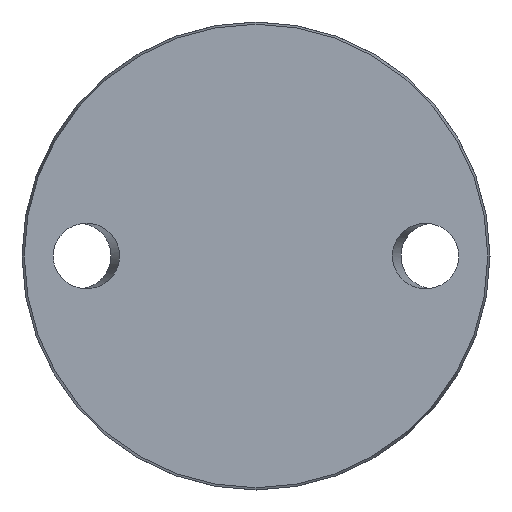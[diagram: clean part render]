
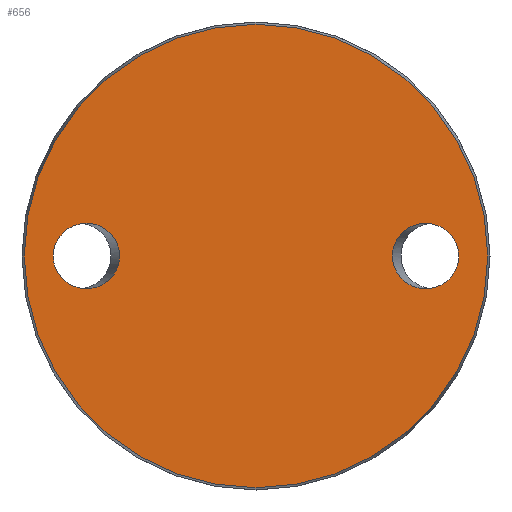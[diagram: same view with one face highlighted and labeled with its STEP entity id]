
A CAD part, front view. The second image highlights one B-rep face of the part: STEP entity #656.
In plain terms, the highlighted planar face has unit normal (0, -1, 0).
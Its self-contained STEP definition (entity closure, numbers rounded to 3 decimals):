
#7 = PLANE ( 'NONE',  #605 ) ;
#8 = CARTESIAN_POINT ( 'NONE',  ( -34.385, 0., 16.5 ) ) ;
#53 = DIRECTION ( 'NONE',  ( 0., -1., 0. ) ) ;
#71 = CARTESIAN_POINT ( 'NONE',  ( 51.115, 0., 16.5 ) ) ;
#105 = CARTESIAN_POINT ( 'NONE',  ( -51.115, 0., 0. ) ) ;
#109 = EDGE_CURVE ( 'NONE', #925, #925, #527, .T. ) ;
#160 = CARTESIAN_POINT ( 'NONE',  ( 34.385, 0., 0. ) ) ;
#167 = CARTESIAN_POINT ( 'NONE',  ( -51.115, 0., 0. ) ) ;
#180 = DIRECTION ( 'NONE',  ( 0., 1., 0. ) ) ;
#223 = EDGE_CURVE ( 'NONE', #691, #691, #963, .T. ) ;
#227 = CARTESIAN_POINT ( 'NONE',  ( 0., 0., -58.425 ) ) ;
#257 = CARTESIAN_POINT ( 'NONE',  ( -34.385, 0., 0. ) ) ;
#300 = EDGE_LOOP ( 'NONE', ( #716 ) ) ;
#335 = CARTESIAN_POINT ( 'NONE',  ( -58.425, 0., 0. ) ) ;
#377 = CARTESIAN_POINT ( 'NONE',  ( 34.385, 0., -16.5 ) ) ;
#404 = FACE_BOUND ( 'NONE', #300, .T. ) ;
#405 = EDGE_CURVE ( 'NONE', #930, #930, #679, .T. ) ;
#439 = EDGE_LOOP ( 'NONE', ( #687 ) ) ;
#451 = CARTESIAN_POINT ( 'NONE',  ( 34.385, 0., 0. ) ) ;
#455 = CARTESIAN_POINT ( 'NONE',  ( 0., 0., 0. ) ) ;
#463 = CARTESIAN_POINT ( 'NONE',  ( 51.115, 0., -16.5 ) ) ;
#491 = DIRECTION ( 'NONE',  ( 0., 0., 1. ) ) ;
#496 = CARTESIAN_POINT ( 'NONE',  ( -34.385, 0., -16.5 ) ) ;
#524 = CARTESIAN_POINT ( 'NONE',  ( -51.115, 0., 0. ) ) ;
#527 =( BOUNDED_CURVE ( )  B_SPLINE_CURVE ( 3, ( #451, #377, #463, #694, #71, #545, #934 ),
 .UNSPECIFIED., .T., .F. ) 
 B_SPLINE_CURVE_WITH_KNOTS ( ( 4, 3, 4 ),
 ( 0., 3.142, 6.283 ),
 .UNSPECIFIED. ) 
 CURVE ( )  GEOMETRIC_REPRESENTATION_ITEM ( )  RATIONAL_B_SPLINE_CURVE ( ( 1., 0.333, 0.333, 1., 0.333, 0.333, 1. ) ) 
 REPRESENTATION_ITEM ( '' )  );
#545 = CARTESIAN_POINT ( 'NONE',  ( 34.385, 0., 16.5 ) ) ;
#559 = AXIS2_PLACEMENT_3D ( 'NONE', #455, #53, #689 ) ;
#569 = FACE_OUTER_BOUND ( 'NONE', #845, .T. ) ;
#605 = AXIS2_PLACEMENT_3D ( 'NONE', #335, #180, #491 ) ;
#656 = ADVANCED_FACE ( 'NONE', ( #806, #404, #569 ), #7, .F. ) ;
#679 = CIRCLE ( 'NONE', #559, 58.425 ) ;
#687 = ORIENTED_EDGE ( 'NONE', *, *, #223, .T. ) ;
#689 = DIRECTION ( 'NONE',  ( 0., 0., -1. ) ) ;
#691 = VERTEX_POINT ( 'NONE', #524 ) ;
#694 = CARTESIAN_POINT ( 'NONE',  ( 51.115, 0., 0. ) ) ;
#716 = ORIENTED_EDGE ( 'NONE', *, *, #109, .F. ) ;
#806 = FACE_BOUND ( 'NONE', #439, .T. ) ;
#832 = ORIENTED_EDGE ( 'NONE', *, *, #405, .T. ) ;
#845 = EDGE_LOOP ( 'NONE', ( #832 ) ) ;
#886 = CARTESIAN_POINT ( 'NONE',  ( -51.115, 0., 16.5 ) ) ;
#925 = VERTEX_POINT ( 'NONE', #160 ) ;
#930 = VERTEX_POINT ( 'NONE', #227 ) ;
#934 = CARTESIAN_POINT ( 'NONE',  ( 34.385, 0., 0. ) ) ;
#963 =( BOUNDED_CURVE ( )  B_SPLINE_CURVE ( 3, ( #105, #886, #8, #257, #496, #967, #167 ),
 .UNSPECIFIED., .T., .F. ) 
 B_SPLINE_CURVE_WITH_KNOTS ( ( 4, 3, 4 ),
 ( 0., 3.142, 6.283 ),
 .UNSPECIFIED. ) 
 CURVE ( )  GEOMETRIC_REPRESENTATION_ITEM ( )  RATIONAL_B_SPLINE_CURVE ( ( 1., 0.333, 0.333, 1., 0.333, 0.333, 1. ) ) 
 REPRESENTATION_ITEM ( '' )  );
#967 = CARTESIAN_POINT ( 'NONE',  ( -51.115, 0., -16.5 ) ) ;
